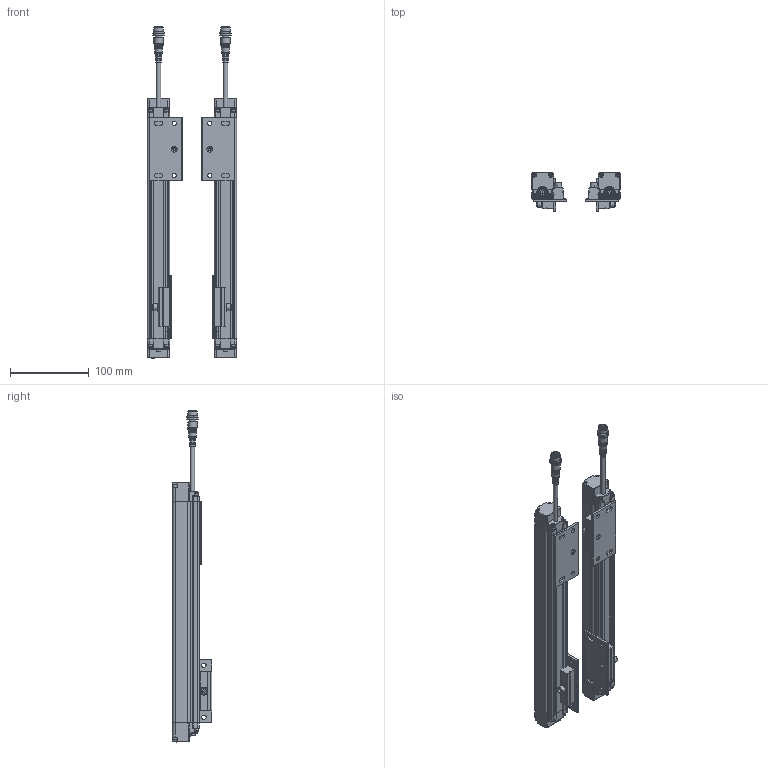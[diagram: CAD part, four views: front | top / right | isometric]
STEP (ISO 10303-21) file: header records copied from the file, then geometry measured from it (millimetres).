
FILE_DESCRIPTION (( 'STEP AP214' ), '1' );
FILE_NAME ('FLG-H26-0300.STEP', '2024-11-13T15:37:45', ( '' ), ( '' ), 'SwSTEP 2.0', 'SolidWorks 2023', '' );
FILE_SCHEMA (( 'AUTOMOTIVE_DESIGN' ));
Length unit declared in the file: millimetre
Products named in the file (1): FLG-H26-0300
Bounding box: 112.8 x 50.06 x 420.55 mm (x, y, z)
Volume: 582407 mm3; surface area: 173735.1 mm2
Topology: 11 solids, 11 shells, 1671 faces, 4294 edges, 2713 vertices
Faces by surface type: plane 818, cylinder 456, cone 176, bspline 90, torus 89, sphere 42
Full cylindrical faces by diameter (mm): 0.8 x12, 1.5 x8, 2.5 x4, 3 x16, 3.7 x4, 4.5 x16, 5 x8, 5.5 x12, 8.5 x4, 9.5 x2, 10 x4, 10.5 x2, 10.8 x2, 12.102 x2, 14.7 x2
Entity records: 56986 total; most frequent: CARTESIAN_POINT 19337, ORIENTED_EDGE 7746, DIRECTION 7440, EDGE_CURVE 3873, AXIS2_PLACEMENT_3D 2736, VERTEX_POINT 2551, EDGE_LOOP 2062, LINE 1968
